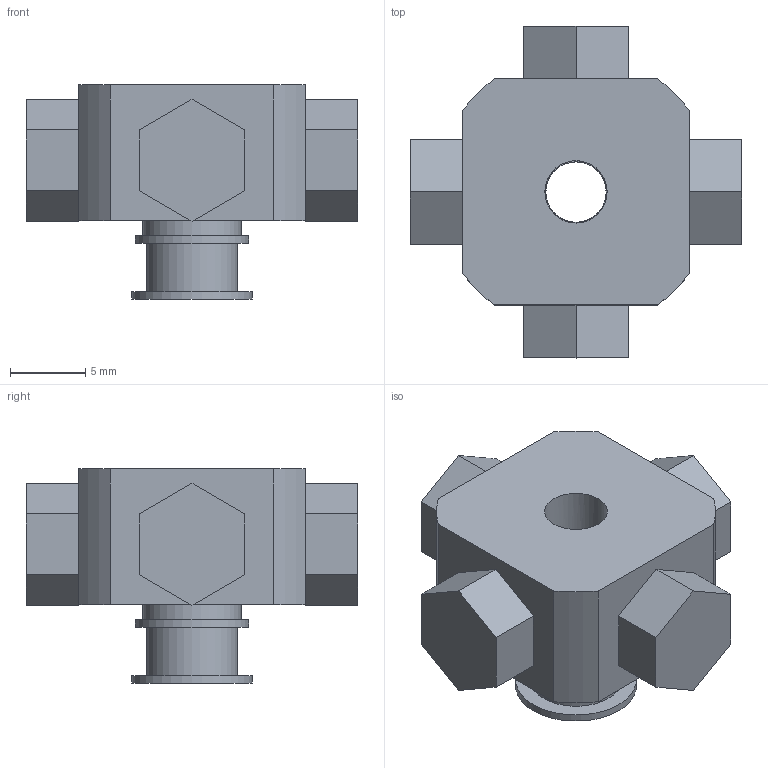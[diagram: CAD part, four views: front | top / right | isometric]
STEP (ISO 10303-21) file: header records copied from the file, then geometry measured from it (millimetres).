
FILE_DESCRIPTION( ( '' ), '1' );
FILE_NAME( '0107594.stp', '2002-09-24T07:01:08', ( 'Andreas Norlén' ), ( 'PIAB AB' ), 'XStep 1.0', 'SolidEdge', ' ' );
FILE_SCHEMA( ( 'CONFIG_CONTROL_DESIGN' ) );
Length unit declared in the file: millimetre
Products named in the file (1): 1
Bounding box: 22 x 22 x 14.2 mm (x, y, z)
Volume: 2414.2 mm3; surface area: 1701.1 mm2
Topology: 1 solids, 1 shells, 63 faces, 158 edges, 102 vertices
Faces by surface type: plane 47, cylinder 15, cone 1
Full cylindrical faces by diameter (mm): 4 x1, 4.134 x5, 5 x1, 6 x1, 6.5 x1, 7.5 x1, 8 x1
Entity records: 1864 total; most frequent: CARTESIAN_POINT 366, DIRECTION 298, ORIENTED_EDGE 282, EDGE_CURVE 141, LINE 104, VECTOR 104, AXIS2_PLACEMENT_3D 97, VERTEX_POINT 97
